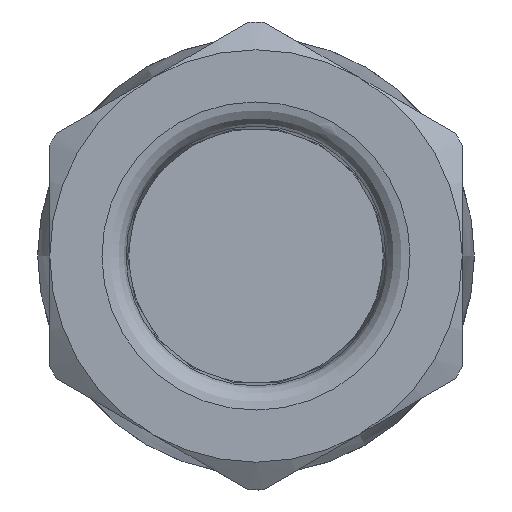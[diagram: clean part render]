
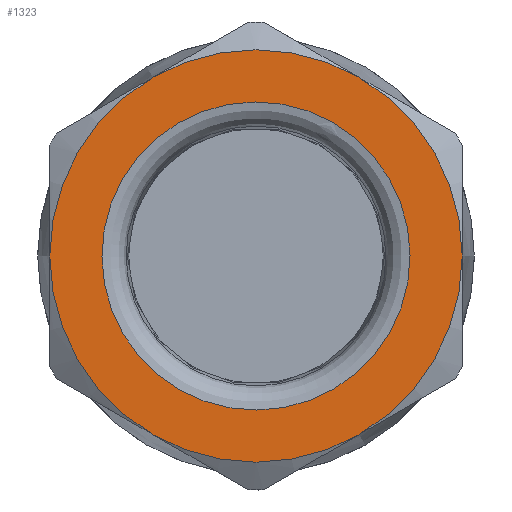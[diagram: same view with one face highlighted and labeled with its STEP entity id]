
A CAD part, left-side view. The second image highlights one B-rep face of the part: STEP entity #1323.
In plain terms, the highlighted planar face has unit normal (-1, 0, 0).
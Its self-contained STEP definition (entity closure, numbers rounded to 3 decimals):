
#1323=ADVANCED_FACE('',(#1703,#1704),#1483,.T.);
#1483=PLANE('',#3584);
#1573=B_SPLINE_CURVE_WITH_KNOTS('',3,(#4749,#4750,#4751,#4752),
 .UNSPECIFIED.,.F.,.F.,(4,4),(0.,1.),.UNSPECIFIED.);
#1574=B_SPLINE_CURVE_WITH_KNOTS('',3,(#4753,#4754,#4755,#4756),
 .UNSPECIFIED.,.F.,.F.,(4,4),(0.,1.),.UNSPECIFIED.);
#1575=B_SPLINE_CURVE_WITH_KNOTS('',3,(#4757,#4758,#4759,#4760),
 .UNSPECIFIED.,.F.,.F.,(4,4),(0.,1.),.UNSPECIFIED.);
#1576=B_SPLINE_CURVE_WITH_KNOTS('',3,(#4761,#4762,#4763,#4764),
 .UNSPECIFIED.,.F.,.F.,(4,4),(0.,1.),.UNSPECIFIED.);
#1577=B_SPLINE_CURVE_WITH_KNOTS('',3,(#4765,#4766,#4767,#4768),
 .UNSPECIFIED.,.F.,.F.,(4,4),(0.,1.),.UNSPECIFIED.);
#1578=B_SPLINE_CURVE_WITH_KNOTS('',3,(#4769,#4770,#4771,#4772),
 .UNSPECIFIED.,.F.,.F.,(4,4),(0.,1.),.UNSPECIFIED.);
#1703=FACE_BOUND('',#1793,.T.);
#1704=FACE_BOUND('',#1794,.T.);
#1793=EDGE_LOOP('',(#2063));
#1794=EDGE_LOOP('',(#2064,#2065,#2066,#2067,#2068,#2069,#2070,#2071,#2072,
#2073,#2074,#2075));
#2063=ORIENTED_EDGE('',*,*,#3060,.T.);
#2064=ORIENTED_EDGE('',*,*,#3098,.T.);
#2065=ORIENTED_EDGE('',*,*,#3099,.F.);
#2066=ORIENTED_EDGE('',*,*,#3067,.T.);
#2067=ORIENTED_EDGE('',*,*,#3100,.F.);
#2068=ORIENTED_EDGE('',*,*,#3074,.T.);
#2069=ORIENTED_EDGE('',*,*,#3101,.F.);
#2070=ORIENTED_EDGE('',*,*,#3081,.T.);
#2071=ORIENTED_EDGE('',*,*,#3102,.F.);
#2072=ORIENTED_EDGE('',*,*,#3089,.T.);
#2073=ORIENTED_EDGE('',*,*,#3103,.F.);
#2074=ORIENTED_EDGE('',*,*,#3095,.T.);
#2075=ORIENTED_EDGE('',*,*,#3104,.F.);
#2784=VERTEX_POINT('',#4526);
#2791=VERTEX_POINT('',#4576);
#2792=VERTEX_POINT('',#4577);
#2797=VERTEX_POINT('',#4612);
#2798=VERTEX_POINT('',#4613);
#2803=VERTEX_POINT('',#4648);
#2804=VERTEX_POINT('',#4649);
#2809=VERTEX_POINT('',#4687);
#2810=VERTEX_POINT('',#4689);
#2815=VERTEX_POINT('',#4720);
#2816=VERTEX_POINT('',#4721);
#2817=VERTEX_POINT('',#4747);
#2818=VERTEX_POINT('',#4748);
#3060=EDGE_CURVE('',#2784,#2784,#3444,.T.);
#3067=EDGE_CURVE('',#2791,#2792,#3449,.T.);
#3074=EDGE_CURVE('',#2797,#2798,#3452,.T.);
#3081=EDGE_CURVE('',#2803,#2804,#3455,.T.);
#3089=EDGE_CURVE('',#2810,#2809,#3458,.T.);
#3095=EDGE_CURVE('',#2815,#2816,#3461,.T.);
#3098=EDGE_CURVE('',#2817,#2818,#3462,.T.);
#3099=EDGE_CURVE('',#2791,#2818,#1573,.T.);
#3100=EDGE_CURVE('',#2797,#2792,#1574,.T.);
#3101=EDGE_CURVE('',#2803,#2798,#1575,.T.);
#3102=EDGE_CURVE('',#2810,#2804,#1576,.T.);
#3103=EDGE_CURVE('',#2815,#2809,#1577,.T.);
#3104=EDGE_CURVE('',#2817,#2816,#1578,.T.);
#3444=CIRCLE('',#3560,6.354);
#3449=CIRCLE('',#3566,8.502);
#3452=CIRCLE('',#3570,8.502);
#3455=CIRCLE('',#3574,8.502);
#3458=CIRCLE('',#3578,8.502);
#3461=CIRCLE('',#3582,8.502);
#3462=CIRCLE('',#3583,8.502);
#3560=AXIS2_PLACEMENT_3D('',#4525,#3847,#3848);
#3566=AXIS2_PLACEMENT_3D('',#4575,#3861,#3862);
#3570=AXIS2_PLACEMENT_3D('',#4611,#3871,#3872);
#3574=AXIS2_PLACEMENT_3D('',#4647,#3881,#3882);
#3578=AXIS2_PLACEMENT_3D('',#4688,#3891,#3892);
#3582=AXIS2_PLACEMENT_3D('',#4719,#3901,#3902);
#3583=AXIS2_PLACEMENT_3D('',#4746,#3903,#3904);
#3584=AXIS2_PLACEMENT_3D('',#4773,#3905,#3906);
#3847=DIRECTION('',(1.,0.,0.));
#3848=DIRECTION('',(0.,-0.496,0.868));
#3861=DIRECTION('',(-1.,0.,0.));
#3862=DIRECTION('',(0.,0.504,0.864));
#3871=DIRECTION('',(-1.,0.,0.));
#3872=DIRECTION('',(0.,1.,-0.005));
#3881=DIRECTION('',(-1.,0.,0.));
#3882=DIRECTION('',(0.,0.496,-0.868));
#3891=DIRECTION('',(-1.,0.,0.));
#3892=DIRECTION('',(0.,-0.504,-0.864));
#3901=DIRECTION('',(-1.,0.,0.));
#3902=DIRECTION('',(0.,-1.,0.005));
#3903=DIRECTION('',(-1.,0.,0.));
#3904=DIRECTION('',(0.,-0.496,0.868));
#3905=DIRECTION('',(-1.,0.,0.));
#3906=DIRECTION('',(0.,0.868,0.496));
#4525=CARTESIAN_POINT('',(-58.45,0.,0.));
#4526=CARTESIAN_POINT('',(-58.45,-3.15,5.518));
#4575=CARTESIAN_POINT('',(-58.45,0.,0.));
#4576=CARTESIAN_POINT('',(-58.45,4.287,7.342));
#4577=CARTESIAN_POINT('',(-58.45,8.502,0.041));
#4611=CARTESIAN_POINT('',(-58.45,0.,0.));
#4612=CARTESIAN_POINT('',(-58.45,8.502,-0.041));
#4613=CARTESIAN_POINT('',(-58.45,4.287,-7.342));
#4647=CARTESIAN_POINT('',(-58.45,0.,0.));
#4648=CARTESIAN_POINT('',(-58.45,4.215,-7.384));
#4649=CARTESIAN_POINT('',(-58.45,-4.215,-7.384));
#4687=CARTESIAN_POINT('',(-58.45,-8.502,-0.041));
#4688=CARTESIAN_POINT('',(-58.45,0.,0.));
#4689=CARTESIAN_POINT('',(-58.45,-4.287,-7.342));
#4719=CARTESIAN_POINT('',(-58.45,0.,0.));
#4720=CARTESIAN_POINT('',(-58.45,-8.502,0.041));
#4721=CARTESIAN_POINT('',(-58.45,-4.287,7.342));
#4746=CARTESIAN_POINT('',(-58.45,0.,0.));
#4747=CARTESIAN_POINT('',(-58.45,-4.215,7.384));
#4748=CARTESIAN_POINT('',(-58.45,4.215,7.384));
#4749=CARTESIAN_POINT('',(-58.45,4.287,7.342));
#4750=CARTESIAN_POINT('',(-58.45,4.263,7.356));
#4751=CARTESIAN_POINT('',(-58.45,4.239,7.37));
#4752=CARTESIAN_POINT('',(-58.45,4.215,7.384));
#4753=CARTESIAN_POINT('',(-58.45,8.502,-0.041));
#4754=CARTESIAN_POINT('',(-58.45,8.502,-0.014));
#4755=CARTESIAN_POINT('',(-58.45,8.502,0.014));
#4756=CARTESIAN_POINT('',(-58.45,8.502,0.041));
#4757=CARTESIAN_POINT('',(-58.45,4.215,-7.384));
#4758=CARTESIAN_POINT('',(-58.45,4.239,-7.37));
#4759=CARTESIAN_POINT('',(-58.45,4.263,-7.356));
#4760=CARTESIAN_POINT('',(-58.45,4.287,-7.342));
#4761=CARTESIAN_POINT('',(-58.45,-4.287,-7.342));
#4762=CARTESIAN_POINT('',(-58.45,-4.263,-7.356));
#4763=CARTESIAN_POINT('',(-58.45,-4.239,-7.37));
#4764=CARTESIAN_POINT('',(-58.45,-4.215,-7.384));
#4765=CARTESIAN_POINT('',(-58.45,-8.502,0.041));
#4766=CARTESIAN_POINT('',(-58.45,-8.502,0.014));
#4767=CARTESIAN_POINT('',(-58.45,-8.502,-0.014));
#4768=CARTESIAN_POINT('',(-58.45,-8.502,-0.041));
#4769=CARTESIAN_POINT('',(-58.45,-4.215,7.384));
#4770=CARTESIAN_POINT('',(-58.45,-4.239,7.37));
#4771=CARTESIAN_POINT('',(-58.45,-4.263,7.356));
#4772=CARTESIAN_POINT('',(-58.45,-4.287,7.342));
#4773=CARTESIAN_POINT('',(-58.45,-14.028,2.791));
